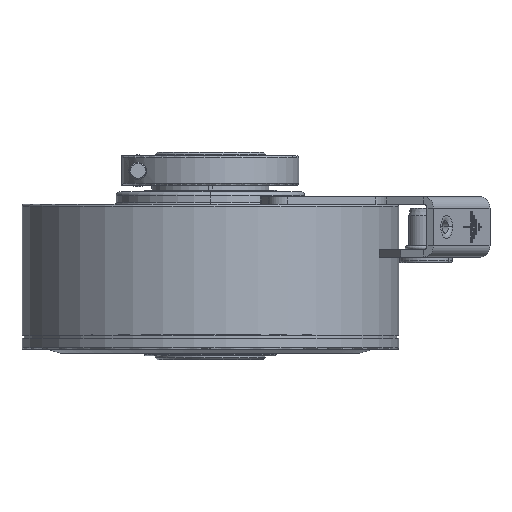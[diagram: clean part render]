
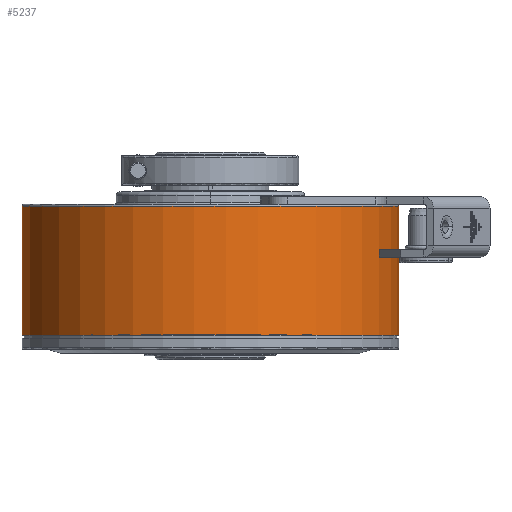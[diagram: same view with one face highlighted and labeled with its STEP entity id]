
A CAD part, front view. The second image highlights one B-rep face of the part: STEP entity #5237.
In plain terms, the highlighted cylindrical face has radius 50 mm (diameter 100 mm), a partial arc.
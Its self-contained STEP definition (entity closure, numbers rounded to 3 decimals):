
#1490=CARTESIAN_POINT('',(0.,0.,6.35));
#1491=DIRECTION('',(0.,0.,1.));
#1492=DIRECTION('',(-0.627,0.779,0.));
#1493=AXIS2_PLACEMENT_3D('',#1490,#1491,#1492);
#1495=DIRECTION('',(0.,0.,-1.));
#1496=VECTOR('',#1495,34.2);
#1497=CARTESIAN_POINT('',(31.345,38.955,6.35));
#1498=LINE('',#1497,#1496);
#1499=DIRECTION('',(0.,0.,-1.));
#1500=VECTOR('',#1499,34.2);
#1501=CARTESIAN_POINT('',(-31.345,38.955,6.35));
#1502=LINE('',#1501,#1500);
#1887=CARTESIAN_POINT('',(0.,0.,-27.85));
#1888=DIRECTION('',(0.,0.,1.));
#1889=DIRECTION('',(-0.627,0.779,0.));
#1890=AXIS2_PLACEMENT_3D('',#1887,#1888,#1889);
#2841=CARTESIAN_POINT('',(-31.345,38.955,-27.85));
#2842=CARTESIAN_POINT('',(31.345,38.955,-27.85));
#2843=VERTEX_POINT('',#2841);
#2844=VERTEX_POINT('',#2842);
#2941=CARTESIAN_POINT('',(31.345,38.955,6.35));
#2943=VERTEX_POINT('',#2941);
#2967=CARTESIAN_POINT('',(-31.345,38.955,6.35));
#2968=VERTEX_POINT('',#2967);
#5223=CARTESIAN_POINT('',(0.,0.,13.95));
#5224=DIRECTION('',(0.,0.,1.));
#5225=DIRECTION('',(1.,0.,0.));
#5226=AXIS2_PLACEMENT_3D('',#5223,#5224,#5225);
#5227=CYLINDRICAL_SURFACE('',#5226,50.);
#5228=ORIENTED_EDGE('',*,*,#5217,.T.);
#5230=ORIENTED_EDGE('',*,*,#5229,.T.);
#5232=ORIENTED_EDGE('',*,*,#5231,.F.);
#5234=ORIENTED_EDGE('',*,*,#5233,.F.);
#5235=EDGE_LOOP('',(#5228,#5230,#5232,#5234));
#5236=FACE_OUTER_BOUND('',#5235,.F.);
#1494=CIRCLE('',#1493,50.);
#1891=CIRCLE('',#1890,50.);
#5217=EDGE_CURVE('',#2968,#2943,#1494,.T.);
#5229=EDGE_CURVE('',#2943,#2844,#1498,.T.);
#5231=EDGE_CURVE('',#2843,#2844,#1891,.T.);
#5233=EDGE_CURVE('',#2968,#2843,#1502,.T.);
#5237=ADVANCED_FACE('',(#5236),#5227,.T.);
